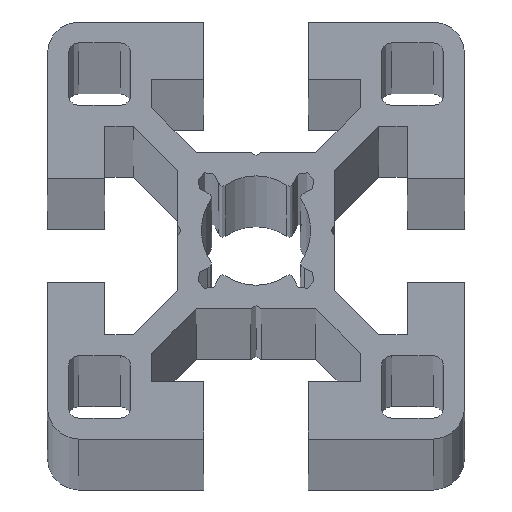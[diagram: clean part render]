
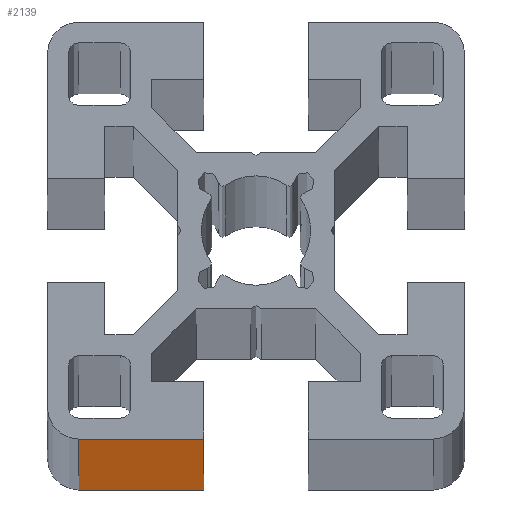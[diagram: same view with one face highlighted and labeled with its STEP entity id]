
A CAD part, top view. The second image highlights one B-rep face of the part: STEP entity #2139.
In plain terms, the highlighted planar face has unit normal (0, -1, 0).
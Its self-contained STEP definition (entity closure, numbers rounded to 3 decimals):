
#356=ORIENTED_EDGE('',*,*,#919,.F.);
#357=ORIENTED_EDGE('',*,*,#995,.F.);
#358=ORIENTED_EDGE('',*,*,#833,.T.);
#359=ORIENTED_EDGE('',*,*,#996,.T.);
#833=EDGE_CURVE('',#1158,#1157,#1370,.T.);
#919=EDGE_CURVE('',#1243,#1244,#1406,.T.);
#995=EDGE_CURVE('',#1158,#1243,#1463,.T.);
#996=EDGE_CURVE('',#1157,#1244,#1464,.T.);
#1157=VERTEX_POINT('',#3173);
#1158=VERTEX_POINT('',#3175);
#1243=VERTEX_POINT('',#3346);
#1244=VERTEX_POINT('',#3348);
#1370=LINE('',#3174,#1622);
#1406=LINE('',#3347,#1658);
#1463=LINE('',#3498,#1715);
#1464=LINE('',#3500,#1716);
#1622=VECTOR('',#2503,1000.);
#1658=VECTOR('',#2641,1000.);
#1715=VECTOR('',#2742,1000.);
#1716=VECTOR('',#2745,1000.);
#1835=EDGE_LOOP('',(#356,#357,#358,#359));
#1955=FACE_BOUND('',#1835,.T.);
#2064=PLANE('',#2334);
#2139=ADVANCED_FACE('',(#1955),#2064,.T.);
#2334=AXIS2_PLACEMENT_3D('',#3499,#2743,#2744);
#2503=DIRECTION('',(1.,0.,0.));
#2641=DIRECTION('',(1.,0.,0.));
#2742=DIRECTION('',(0.,0.,1.));
#2743=DIRECTION('',(0.,-1.,0.));
#2744=DIRECTION('',(0.,0.,-1.));
#2745=DIRECTION('',(0.,0.,1.));
#3173=CARTESIAN_POINT('',(-5.,-20.,-2800.));
#3174=CARTESIAN_POINT('',(-17.,-20.,-2800.));
#3175=CARTESIAN_POINT('',(-17.,-20.,-2800.));
#3346=CARTESIAN_POINT('',(-17.,-20.,0.));
#3347=CARTESIAN_POINT('',(-17.,-20.,0.));
#3348=CARTESIAN_POINT('',(-5.,-20.,0.));
#3498=CARTESIAN_POINT('',(-17.,-20.,-2800.));
#3499=CARTESIAN_POINT('',(-17.,-20.,-2800.));
#3500=CARTESIAN_POINT('',(-5.,-20.,-2800.));
